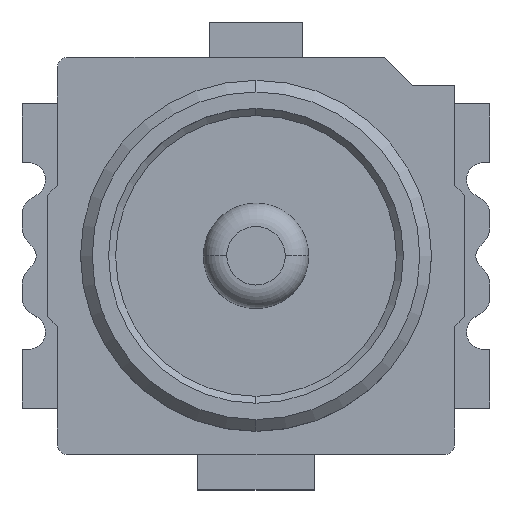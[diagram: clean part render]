
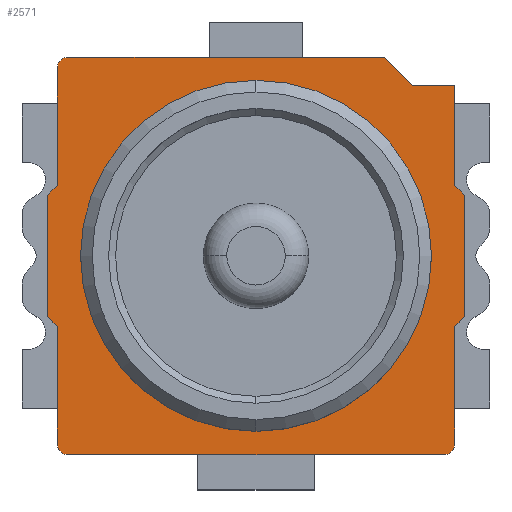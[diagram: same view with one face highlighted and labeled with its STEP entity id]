
A CAD part, top view. The second image highlights one B-rep face of the part: STEP entity #2571.
In plain terms, the highlighted planar face has unit normal (0, 0, 1).
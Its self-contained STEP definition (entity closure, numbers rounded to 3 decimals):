
#760=DIRECTION('',(0.707,0.707,0.));
#761=VECTOR('',#760,0.057);
#762=CARTESIAN_POINT('',(-0.89,0.26,0.2));
#763=LINE('',#762,#761);
#764=DIRECTION('',(0.,1.,0.));
#765=VECTOR('',#764,0.5);
#766=CARTESIAN_POINT('',(-0.85,0.3,0.2));
#767=LINE('',#766,#765);
#768=CARTESIAN_POINT('',(-0.8,0.8,0.2));
#769=DIRECTION('',(0.,0.,-1.));
#770=DIRECTION('',(-1.,0.,0.));
#771=AXIS2_PLACEMENT_3D('',#768,#769,#770);
#773=DIRECTION('',(1.,0.,0.));
#774=VECTOR('',#773,1.35);
#775=CARTESIAN_POINT('',(-0.8,0.85,0.2));
#776=LINE('',#775,#774);
#777=DIRECTION('',(0.707,-0.707,0.));
#778=VECTOR('',#777,0.17);
#779=CARTESIAN_POINT('',(0.55,0.85,0.2));
#780=LINE('',#779,#778);
#781=DIRECTION('',(1.,0.,0.));
#782=VECTOR('',#781,0.18);
#783=CARTESIAN_POINT('',(0.67,0.73,0.2));
#784=LINE('',#783,#782);
#785=DIRECTION('',(0.,-1.,0.));
#786=VECTOR('',#785,0.43);
#787=CARTESIAN_POINT('',(0.85,0.73,0.2));
#788=LINE('',#787,#786);
#789=DIRECTION('',(0.707,-0.707,0.));
#790=VECTOR('',#789,0.057);
#791=CARTESIAN_POINT('',(0.85,0.3,0.2));
#792=LINE('',#791,#790);
#793=DIRECTION('',(0.,-1.,0.));
#794=VECTOR('',#793,0.52);
#795=CARTESIAN_POINT('',(0.89,0.26,0.2));
#796=LINE('',#795,#794);
#797=DIRECTION('',(-0.707,-0.707,0.));
#798=VECTOR('',#797,0.057);
#799=CARTESIAN_POINT('',(0.89,-0.26,0.2));
#800=LINE('',#799,#798);
#801=DIRECTION('',(0.,-1.,0.));
#802=VECTOR('',#801,0.5);
#803=CARTESIAN_POINT('',(0.85,-0.3,0.2));
#804=LINE('',#803,#802);
#805=CARTESIAN_POINT('',(0.8,-0.8,0.2));
#806=DIRECTION('',(0.,0.,-1.));
#807=DIRECTION('',(1.,0.,0.));
#808=AXIS2_PLACEMENT_3D('',#805,#806,#807);
#810=DIRECTION('',(-1.,0.,0.));
#811=VECTOR('',#810,1.6);
#812=CARTESIAN_POINT('',(0.8,-0.85,0.2));
#813=LINE('',#812,#811);
#814=CARTESIAN_POINT('',(-0.8,-0.8,0.2));
#815=DIRECTION('',(0.,0.,-1.));
#816=DIRECTION('',(0.,-1.,0.));
#817=AXIS2_PLACEMENT_3D('',#814,#815,#816);
#819=DIRECTION('',(0.,1.,0.));
#820=VECTOR('',#819,0.5);
#821=CARTESIAN_POINT('',(-0.85,-0.8,0.2));
#822=LINE('',#821,#820);
#823=DIRECTION('',(-0.707,0.707,0.));
#824=VECTOR('',#823,0.057);
#825=CARTESIAN_POINT('',(-0.85,-0.3,0.2));
#826=LINE('',#825,#824);
#827=DIRECTION('',(0.,1.,0.));
#828=VECTOR('',#827,0.52);
#829=CARTESIAN_POINT('',(-0.89,-0.26,0.2));
#830=LINE('',#829,#828);
#831=CARTESIAN_POINT('',(0.,0.,0.2));
#832=DIRECTION('',(0.,0.,1.));
#833=DIRECTION('',(0.,-1.,0.));
#834=AXIS2_PLACEMENT_3D('',#831,#832,#833);
#836=CARTESIAN_POINT('',(0.,0.,0.2));
#837=DIRECTION('',(0.,0.,1.));
#838=DIRECTION('',(0.,1.,0.));
#839=AXIS2_PLACEMENT_3D('',#836,#837,#838);
#1263=CARTESIAN_POINT('',(0.55,0.85,0.2));
#1264=VERTEX_POINT('',#1263);
#1265=CARTESIAN_POINT('',(-0.8,0.85,0.2));
#1266=VERTEX_POINT('',#1265);
#1359=CARTESIAN_POINT('',(-0.85,0.3,0.2));
#1360=VERTEX_POINT('',#1359);
#1361=CARTESIAN_POINT('',(-0.89,0.26,0.2));
#1362=VERTEX_POINT('',#1361);
#1363=CARTESIAN_POINT('',(-0.85,0.8,0.2));
#1364=VERTEX_POINT('',#1363);
#1365=CARTESIAN_POINT('',(-0.85,-0.3,0.2));
#1366=VERTEX_POINT('',#1365);
#1367=CARTESIAN_POINT('',(-0.85,-0.8,0.2));
#1368=VERTEX_POINT('',#1367);
#1369=CARTESIAN_POINT('',(-0.89,-0.26,0.2));
#1370=VERTEX_POINT('',#1369);
#1371=CARTESIAN_POINT('',(0.67,0.73,0.2));
#1372=VERTEX_POINT('',#1371);
#1373=CARTESIAN_POINT('',(0.85,0.73,0.2));
#1374=VERTEX_POINT('',#1373);
#1375=CARTESIAN_POINT('',(0.85,0.3,0.2));
#1376=VERTEX_POINT('',#1375);
#1377=CARTESIAN_POINT('',(0.89,0.26,0.2));
#1378=VERTEX_POINT('',#1377);
#1379=CARTESIAN_POINT('',(0.89,-0.26,0.2));
#1380=VERTEX_POINT('',#1379);
#1381=CARTESIAN_POINT('',(0.85,-0.3,0.2));
#1382=VERTEX_POINT('',#1381);
#1383=CARTESIAN_POINT('',(0.85,-0.8,0.2));
#1384=VERTEX_POINT('',#1383);
#1385=CARTESIAN_POINT('',(0.8,-0.85,0.2));
#1386=VERTEX_POINT('',#1385);
#1387=CARTESIAN_POINT('',(-0.8,-0.85,0.2));
#1388=VERTEX_POINT('',#1387);
#1389=CARTESIAN_POINT('',(0.,-0.75,0.2));
#1390=CARTESIAN_POINT('',(0.,0.75,0.2));
#1391=VERTEX_POINT('',#1389);
#1392=VERTEX_POINT('',#1390);
#2538=CARTESIAN_POINT('',(0.,0.,0.2));
#2539=DIRECTION('',(0.,0.,1.));
#2540=DIRECTION('',(1.,0.,0.));
#2541=AXIS2_PLACEMENT_3D('',#2538,#2539,#2540);
#2542=PLANE('',#2541);
#2543=ORIENTED_EDGE('',*,*,#2532,.T.);
#2544=ORIENTED_EDGE('',*,*,#1940,.T.);
#2545=ORIENTED_EDGE('',*,*,#1955,.T.);
#2546=ORIENTED_EDGE('',*,*,#1973,.T.);
#2547=ORIENTED_EDGE('',*,*,#2043,.T.);
#2548=ORIENTED_EDGE('',*,*,#2057,.T.);
#2549=ORIENTED_EDGE('',*,*,#2072,.T.);
#2551=ORIENTED_EDGE('',*,*,#2550,.T.);
#2553=ORIENTED_EDGE('',*,*,#2552,.T.);
#2555=ORIENTED_EDGE('',*,*,#2554,.T.);
#2556=ORIENTED_EDGE('',*,*,#2371,.T.);
#2557=ORIENTED_EDGE('',*,*,#2386,.T.);
#2558=ORIENTED_EDGE('',*,*,#2404,.T.);
#2559=ORIENTED_EDGE('',*,*,#2474,.T.);
#2560=ORIENTED_EDGE('',*,*,#2488,.T.);
#2561=ORIENTED_EDGE('',*,*,#2505,.T.);
#2562=ORIENTED_EDGE('',*,*,#2519,.T.);
#2563=EDGE_LOOP('',(#2543,#2544,#2545,#2546,#2547,#2548,#2549,#2551,#2553,#2555,
#2556,#2557,#2558,#2559,#2560,#2561,#2562));
#2564=FACE_OUTER_BOUND('',#2563,.F.);
#2566=ORIENTED_EDGE('',*,*,#2565,.T.);
#2568=ORIENTED_EDGE('',*,*,#2567,.T.);
#2569=EDGE_LOOP('',(#2566,#2568));
#2570=FACE_BOUND('',#2569,.F.);
#2571=ADVANCED_FACE('',(#2564,#2570),#2542,.T.);
#772=CIRCLE('',#771,0.05);
#809=CIRCLE('',#808,0.05);
#818=CIRCLE('',#817,0.05);
#835=CIRCLE('',#834,0.75);
#840=CIRCLE('',#839,0.75);
#1940=EDGE_CURVE('',#1360,#1364,#767,.T.);
#1955=EDGE_CURVE('',#1364,#1266,#772,.T.);
#1973=EDGE_CURVE('',#1266,#1264,#776,.T.);
#2043=EDGE_CURVE('',#1264,#1372,#780,.T.);
#2057=EDGE_CURVE('',#1372,#1374,#784,.T.);
#2072=EDGE_CURVE('',#1374,#1376,#788,.T.);
#2371=EDGE_CURVE('',#1382,#1384,#804,.T.);
#2386=EDGE_CURVE('',#1384,#1386,#809,.T.);
#2404=EDGE_CURVE('',#1386,#1388,#813,.T.);
#2474=EDGE_CURVE('',#1388,#1368,#818,.T.);
#2488=EDGE_CURVE('',#1368,#1366,#822,.T.);
#2505=EDGE_CURVE('',#1366,#1370,#826,.T.);
#2519=EDGE_CURVE('',#1370,#1362,#830,.T.);
#2532=EDGE_CURVE('',#1362,#1360,#763,.T.);
#2550=EDGE_CURVE('',#1376,#1378,#792,.T.);
#2552=EDGE_CURVE('',#1378,#1380,#796,.T.);
#2554=EDGE_CURVE('',#1380,#1382,#800,.T.);
#2565=EDGE_CURVE('',#1391,#1392,#835,.T.);
#2567=EDGE_CURVE('',#1392,#1391,#840,.T.);
